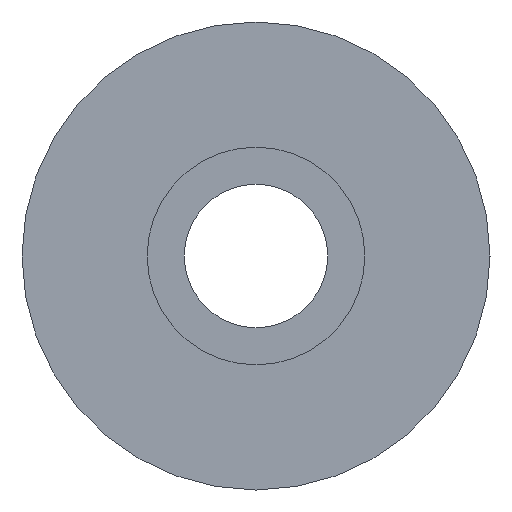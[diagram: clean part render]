
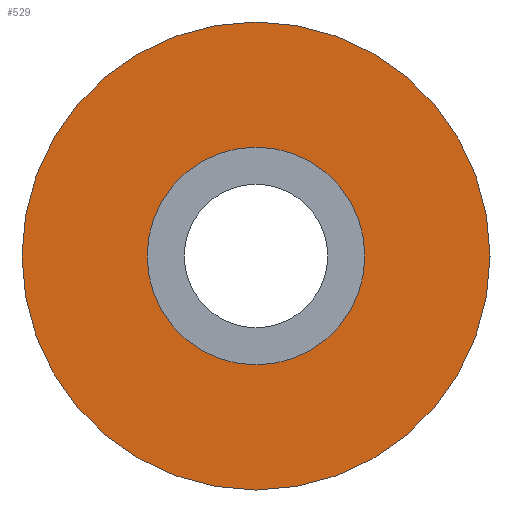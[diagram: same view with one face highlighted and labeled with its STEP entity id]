
A CAD part, left-side view. The second image highlights one B-rep face of the part: STEP entity #529.
In plain terms, the highlighted planar face has unit normal (-1, 0, 0).
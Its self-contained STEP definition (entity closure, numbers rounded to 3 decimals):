
#6 = DIRECTION ( 'NONE',  ( 0., 0., 1. ) ) ;
#37 = EDGE_LOOP ( 'NONE', ( #513, #256 ) ) ;
#48 = CIRCLE ( 'NONE', #375, 23.65 ) ;
#63 = CARTESIAN_POINT ( 'NONE',  ( 0., 23.65, 0. ) ) ;
#70 = DIRECTION ( 'NONE',  ( 1., 0., 0. ) ) ;
#85 = EDGE_CURVE ( 'NONE', #264, #140, #583, .T. ) ;
#111 = EDGE_CURVE ( 'NONE', #140, #264, #48, .T. ) ;
#119 = CARTESIAN_POINT ( 'NONE',  ( 0., 0., 0. ) ) ;
#140 = VERTEX_POINT ( 'NONE', #286 ) ;
#146 = VERTEX_POINT ( 'NONE', #283 ) ;
#163 = AXIS2_PLACEMENT_3D ( 'NONE', #119, #520, #6 ) ;
#180 = DIRECTION ( 'NONE',  ( -1., 0., 0. ) ) ;
#204 = ORIENTED_EDGE ( 'NONE', *, *, #664, .F. ) ;
#223 = CARTESIAN_POINT ( 'NONE',  ( 0., 0., 0. ) ) ;
#229 = DIRECTION ( 'NONE',  ( 0., 0., 1. ) ) ;
#256 = ORIENTED_EDGE ( 'NONE', *, *, #85, .T. ) ;
#264 = VERTEX_POINT ( 'NONE', #315 ) ;
#283 = CARTESIAN_POINT ( 'NONE',  ( 0., 0., 11. ) ) ;
#286 = CARTESIAN_POINT ( 'NONE',  ( 0., 0., 23.65 ) ) ;
#290 = DIRECTION ( 'NONE',  ( -1., 0., 0. ) ) ;
#292 = FACE_BOUND ( 'NONE', #565, .T. ) ;
#296 = DIRECTION ( 'NONE',  ( 0., 0., -1. ) ) ;
#315 = CARTESIAN_POINT ( 'NONE',  ( 0., 0., -23.65 ) ) ;
#344 = CARTESIAN_POINT ( 'NONE',  ( 0., 0., 0. ) ) ;
#354 = AXIS2_PLACEMENT_3D ( 'NONE', #344, #180, #627 ) ;
#356 = PLANE ( 'NONE',  #412 ) ;
#375 = AXIS2_PLACEMENT_3D ( 'NONE', #223, #509, #446 ) ;
#399 = VERTEX_POINT ( 'NONE', #527 ) ;
#406 = FACE_OUTER_BOUND ( 'NONE', #37, .T. ) ;
#412 = AXIS2_PLACEMENT_3D ( 'NONE', #63, #70, #296 ) ;
#439 = EDGE_CURVE ( 'NONE', #146, #399, #670, .T. ) ;
#446 = DIRECTION ( 'NONE',  ( 0., 0., 1. ) ) ;
#509 = DIRECTION ( 'NONE',  ( -1., 0., 0. ) ) ;
#513 = ORIENTED_EDGE ( 'NONE', *, *, #111, .T. ) ;
#520 = DIRECTION ( 'NONE',  ( -1., 0., 0. ) ) ;
#527 = CARTESIAN_POINT ( 'NONE',  ( 0., 0., -11. ) ) ;
#529 = ADVANCED_FACE ( 'NONE', ( #292, #406 ), #356, .F. ) ;
#565 = EDGE_LOOP ( 'NONE', ( #647, #204 ) ) ;
#583 = CIRCLE ( 'NONE', #675, 23.65 ) ;
#608 = CIRCLE ( 'NONE', #163, 11. ) ;
#627 = DIRECTION ( 'NONE',  ( 0., 0., 1. ) ) ;
#647 = ORIENTED_EDGE ( 'NONE', *, *, #439, .F. ) ;
#664 = EDGE_CURVE ( 'NONE', #399, #146, #608, .T. ) ;
#670 = CIRCLE ( 'NONE', #354, 11. ) ;
#675 = AXIS2_PLACEMENT_3D ( 'NONE', #729, #290, #229 ) ;
#729 = CARTESIAN_POINT ( 'NONE',  ( 0., 0., 0. ) ) ;
